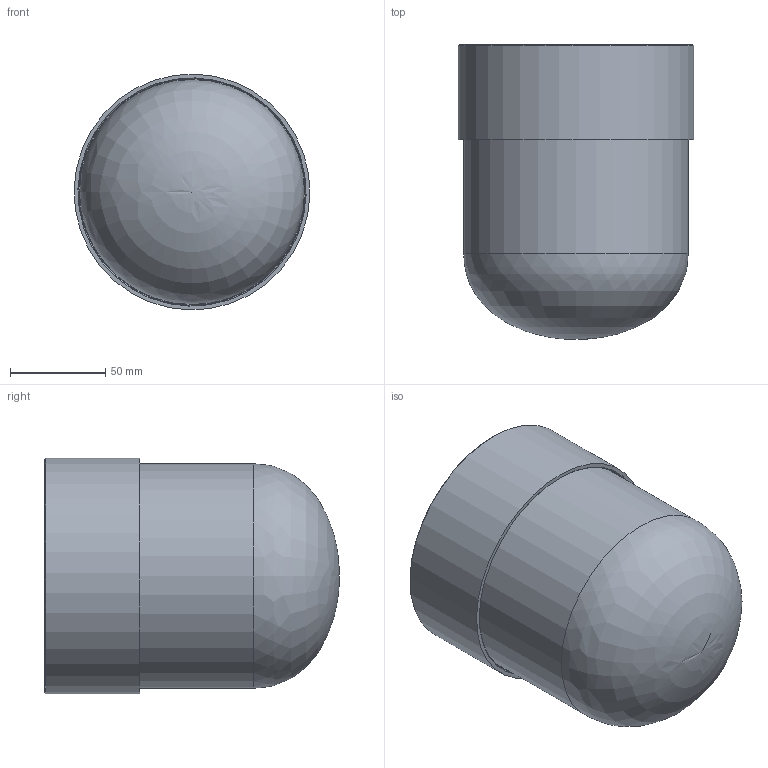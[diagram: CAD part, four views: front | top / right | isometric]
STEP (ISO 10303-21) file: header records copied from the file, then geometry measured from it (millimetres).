
FILE_DESCRIPTION(/* description */ (''),/* implementation_level */ '2;1');
FILE_NAME(/* name */ 'Baugruppe_Camera.stp',/* time_stamp */ '2016-03-01T17:07:11+01:00',/* author */ ('Jonas'),/* organization */ (''),/* preprocessor_version */ 'ST-DEVELOPER v16.1',/* originating_system */ 'Autodesk Inventor 2016',/* authorisation */ '');
FILE_SCHEMA (('AUTOMOTIVE_DESIGN { 1 0 10303 214 3 1 1 }'));
Length unit declared in the file: millimetre
Products named in the file (4): Kamera_grob; Bauteil_Druckkörper_Kamera_Pleasuredome; Bauteil_Druckkörper_Kamera_Pleasuredome_Unterbau; Baugruppe_Camera
Assembly tree (3 placements, depth 2):
  Baugruppe_Camera
    Kamera_grob
    Bauteil_Druckkörper_Kamera_Pleasuredome
    Bauteil_Druckkörper_Kamera_Pleasuredome_Unterbau
Bounding box: 123.96 x 155 x 123.96 mm (x, y, z)
Volume: 1166789.8 mm3; surface area: 192181.2 mm2
Topology: 3 solids, 3 shells, 28 faces, 57 edges, 37 vertices
Faces by surface type: cylinder 11, plane 11, bspline 3, cone 2, sphere 1
Full cylindrical faces by diameter (mm): 7 x1, 108.5 x1, 113 x1, 114 x1, 118 x1, 119 x1, 124 x1
Entity records: 896 total; most frequent: CARTESIAN_POINT 272, DIRECTION 124, ORIENTED_EDGE 84, AXIS2_PLACEMENT_3D 56, EDGE_LOOP 44, EDGE_CURVE 42, VERTEX_POINT 34, FACE_OUTER_BOUND 28
